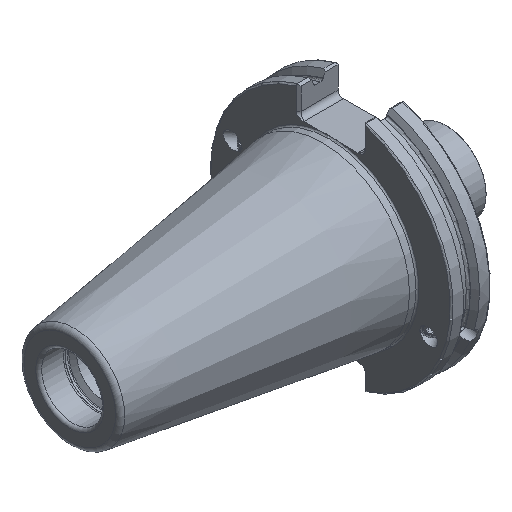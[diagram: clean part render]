
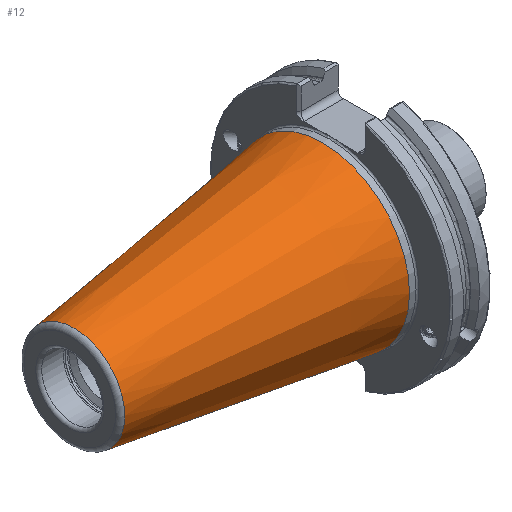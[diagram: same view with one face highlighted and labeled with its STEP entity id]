
A CAD part, isometric view. The second image highlights one B-rep face of the part: STEP entity #12.
In plain terms, the highlighted conical face has half-angle 8.297 degrees and reference radius 34.925 mm.
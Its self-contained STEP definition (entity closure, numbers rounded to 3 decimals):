
#12 = ADVANCED_FACE ( 'NONE', ( #2701, #5704 ), #4707, .T. ) ;
#445 = CIRCLE ( 'NONE', #3731, 20.358 ) ;
#1302 = ORIENTED_EDGE ( 'NONE', *, *, #3609, .F. ) ;
#1491 = CIRCLE ( 'NONE', #3757, 34.925 ) ;
#1595 = DIRECTION ( 'NONE',  ( -1., 0., 0. ) ) ;
#1833 = DIRECTION ( 'NONE',  ( 1., 0., 0. ) ) ;
#2106 = CARTESIAN_POINT ( 'NONE',  ( 0., 0., 0. ) ) ;
#2290 = CARTESIAN_POINT ( 'NONE',  ( -99.889, 0., 20.358 ) ) ;
#2343 = EDGE_CURVE ( 'NONE', #4294, #4294, #1491, .T. ) ;
#2366 = CARTESIAN_POINT ( 'NONE',  ( 0., 0., 0. ) ) ;
#2533 = DIRECTION ( 'NONE',  ( 0., 0., 1. ) ) ;
#2701 = FACE_BOUND ( 'NONE', #3344, .T. ) ;
#3165 = CARTESIAN_POINT ( 'NONE',  ( 0., 0., 34.925 ) ) ;
#3344 = EDGE_LOOP ( 'NONE', ( #1302 ) ) ;
#3523 = CARTESIAN_POINT ( 'NONE',  ( -99.889, 0., 0. ) ) ;
#3576 = EDGE_LOOP ( 'NONE', ( #5027 ) ) ;
#3609 = EDGE_CURVE ( 'NONE', #4140, #4140, #445, .T. ) ;
#3731 = AXIS2_PLACEMENT_3D ( 'NONE', #3523, #1595, #3908 ) ;
#3757 = AXIS2_PLACEMENT_3D ( 'NONE', #2106, #4402, #2533 ) ;
#3908 = DIRECTION ( 'NONE',  ( 0., 0., 1. ) ) ;
#4140 = VERTEX_POINT ( 'NONE', #2290 ) ;
#4294 = VERTEX_POINT ( 'NONE', #3165 ) ;
#4402 = DIRECTION ( 'NONE',  ( -1., 0., 0. ) ) ;
#4646 = DIRECTION ( 'NONE',  ( 0., 0., -1. ) ) ;
#4707 = CONICAL_SURFACE ( 'NONE', #5212, 34.925, 0.145 ) ;
#5027 = ORIENTED_EDGE ( 'NONE', *, *, #2343, .T. ) ;
#5212 = AXIS2_PLACEMENT_3D ( 'NONE', #2366, #1833, #4646 ) ;
#5704 = FACE_OUTER_BOUND ( 'NONE', #3576, .T. ) ;
